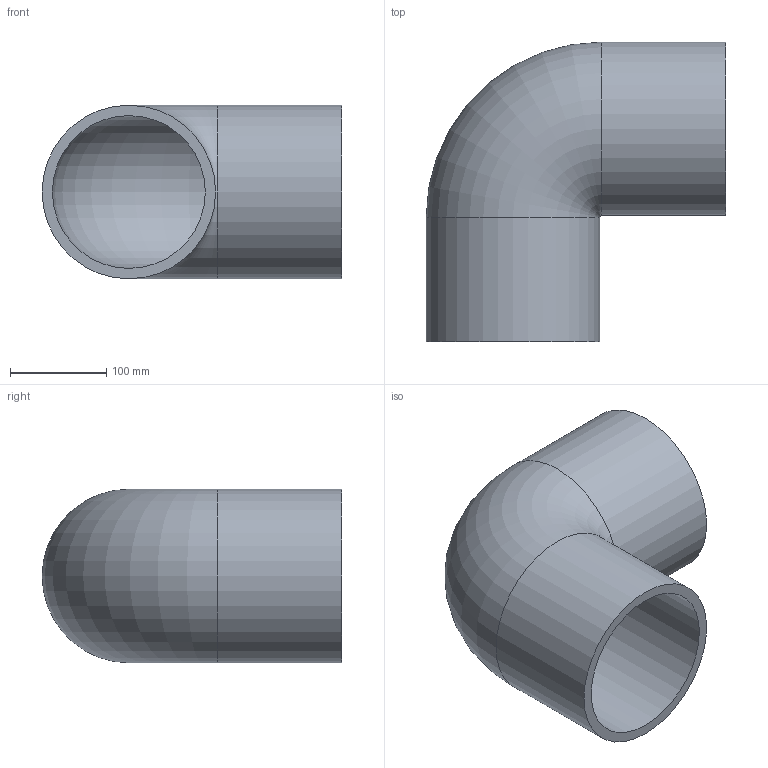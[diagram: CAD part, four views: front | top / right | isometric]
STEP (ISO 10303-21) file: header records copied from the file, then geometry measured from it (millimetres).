
FILE_DESCRIPTION(/* description */ ('PE100 Bend 90° with long ends, Ø180, SDR17 PN10'),/* implementation_level */ '2;1');
FILE_NAME(/* name */ 'GEL17-180',/* time_stamp */ '2022-07-06T16:12:06+02:00',/* author */ ('COAB Solutions'),/* organization */ ('GPA Flowsystem'),/* preprocessor_version */ 'ST-DEVELOPER v18.1',/* originating_system */ 'www.coabsolutions.com',/* authorisation */ '');
FILE_SCHEMA (('AUTOMOTIVE_DESIGN { 1 0 10303 214 3 1 1 }'));
Length unit declared in the file: millimetre
Products named in the file (1): GEL17-180
Bounding box: 311 x 311 x 180 mm (x, y, z)
Volume: 2290713.6 mm3; surface area: 439552.8 mm2
Topology: 1 solids, 1 shells, 8 faces, 16 edges, 10 vertices
Faces by surface type: cylinder 4, torus 2, plane 2
Full cylindrical faces by diameter (mm): 158.6 x2, 180 x2
Entity records: 261 total; most frequent: DIRECTION 46, CARTESIAN_POINT 35, ORIENTED_EDGE 32, AXIS2_PLACEMENT_3D 21, EDGE_CURVE 16, CIRCLE 12, EDGE_LOOP 10, VERTEX_POINT 10
